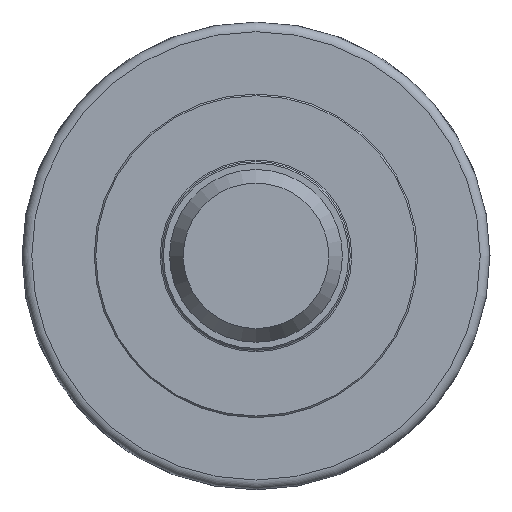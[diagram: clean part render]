
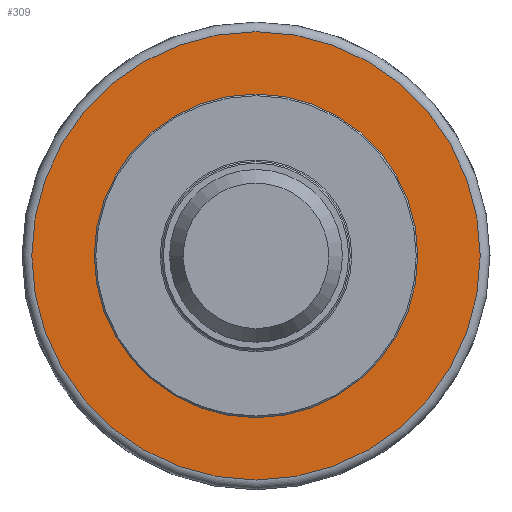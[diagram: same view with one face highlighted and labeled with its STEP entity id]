
A CAD part, left-side view. The second image highlights one B-rep face of the part: STEP entity #309.
In plain terms, the highlighted planar face has unit normal (-1, 0, 0).
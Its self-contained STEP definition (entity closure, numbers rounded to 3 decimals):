
#241=CARTESIAN_POINT('',(28.2,0.,65.416));
#242=DIRECTION('',(-1.0,0.0,0.0));
#243=DIRECTION('',(0.0,-1.0,0.0));
#244=AXIS2_PLACEMENT_3D('',#241,#242,#243);
#245=PLANE('',#244);
#246=CARTESIAN_POINT('',(28.2,0.,71.373));
#247=VERTEX_POINT('',#246);
#248=CARTESIAN_POINT('',(28.2,0.,0.));
#249=DIRECTION('',(1.0,0.0,0.0));
#250=DIRECTION('',(0.0,0.0,-1.0));
#251=AXIS2_PLACEMENT_3D('',#248,#249,#250);
#252=CIRCLE('',#251,71.373);
#253=EDGE_CURVE('',#247,#247,#252,.T.);
#254=ORIENTED_EDGE('',*,*,#253,.F.);
#255=EDGE_LOOP('',(#254));
#256=FACE_OUTER_BOUND('',#255,.T.);
#257=CARTESIAN_POINT('',(28.2,0.663,-44.0));
#258=VERTEX_POINT('',#257);
#259=CARTESIAN_POINT('',(28.2,-0.663,-44.0));
#260=VERTEX_POINT('',#259);
#261=CARTESIAN_POINT('',(28.2,0.0,-40.091));
#262=DIRECTION('',(1.0,0.0,0.0));
#263=DIRECTION('',(0.0,0.0,1.0));
#264=AXIS2_PLACEMENT_3D('',#261,#262,#263);
#265=ELLIPSE('',#264,4.357,1.5);
#266=EDGE_CURVE('',#258,#260,#265,.T.);
#267=ORIENTED_EDGE('',*,*,#266,.F.);
#268=CARTESIAN_POINT('',(28.2,0.748,-44.0));
#269=VERTEX_POINT('',#268);
#270=CARTESIAN_POINT('',(28.2,0.748,-44.0));
#271=DIRECTION('',(0.0,-1.0,0.0));
#272=VECTOR('',#271,0.086);
#273=LINE('',#270,#272);
#274=EDGE_CURVE('',#269,#258,#273,.T.);
#275=ORIENTED_EDGE('',*,*,#274,.F.);
#276=CARTESIAN_POINT('',(28.2,0.748,-45.094));
#277=VERTEX_POINT('',#276);
#278=CARTESIAN_POINT('',(28.2,0.748,-45.094));
#279=DIRECTION('',(0.0,0.0,1.0));
#280=VECTOR('',#279,1.094);
#281=LINE('',#278,#280);
#282=EDGE_CURVE('',#277,#269,#281,.T.);
#283=ORIENTED_EDGE('',*,*,#282,.F.);
#284=CARTESIAN_POINT('',(28.2,-0.748,-45.094));
#285=VERTEX_POINT('',#284);
#286=CARTESIAN_POINT('',(28.2,0.,0.));
#287=DIRECTION('',(-1.0,0.0,0.0));
#288=DIRECTION('',(0.0,0.0,-1.0));
#289=AXIS2_PLACEMENT_3D('',#286,#287,#288);
#290=CIRCLE('',#289,45.1);
#291=EDGE_CURVE('',#285,#277,#290,.T.);
#292=ORIENTED_EDGE('',*,*,#291,.F.);
#293=CARTESIAN_POINT('',(28.2,-0.748,-44.0));
#294=VERTEX_POINT('',#293);
#295=CARTESIAN_POINT('',(28.2,-0.748,-44.0));
#296=DIRECTION('',(0.0,0.0,-1.0));
#297=VECTOR('',#296,1.094);
#298=LINE('',#295,#297);
#299=EDGE_CURVE('',#294,#285,#298,.T.);
#300=ORIENTED_EDGE('',*,*,#299,.F.);
#301=CARTESIAN_POINT('',(28.2,-0.663,-44.0));
#302=DIRECTION('',(0.0,-1.0,0.0));
#303=VECTOR('',#302,0.086);
#304=LINE('',#301,#303);
#305=EDGE_CURVE('',#260,#294,#304,.T.);
#306=ORIENTED_EDGE('',*,*,#305,.F.);
#307=EDGE_LOOP('',(#267,#275,#283,#292,#300,#306));
#308=FACE_BOUND('',#307,.T.);
#309=ADVANCED_FACE('',(#256,#308),#245,.T.);
